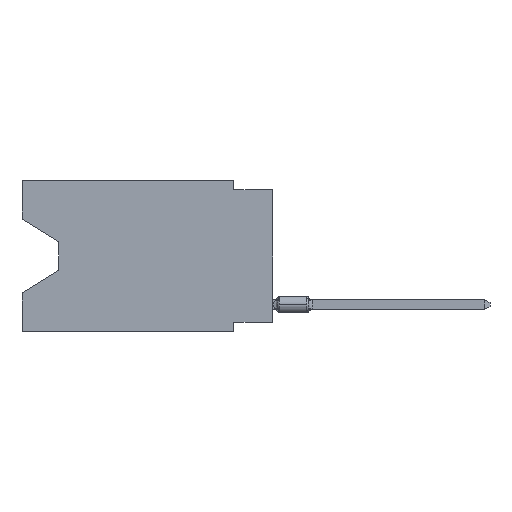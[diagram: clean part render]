
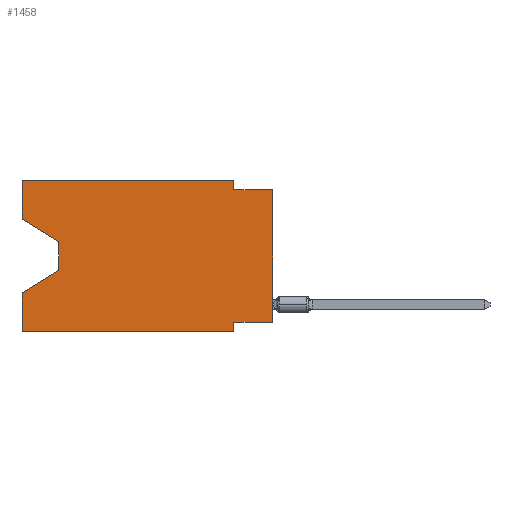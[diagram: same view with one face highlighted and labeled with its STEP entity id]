
A CAD part, left-side view. The second image highlights one B-rep face of the part: STEP entity #1458.
In plain terms, the highlighted planar face has unit normal (-1, 0, 0).
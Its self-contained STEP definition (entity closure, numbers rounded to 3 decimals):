
#387 = ORIENTED_EDGE ( 'NONE', *, *, #3950, .F. ) ;
#926 = VERTEX_POINT ( 'NONE', #11442 ) ;
#1458 = ADVANCED_FACE ( 'NONE', ( #4377 ), #16082, .F. ) ;
#1459 = DIRECTION ( 'NONE',  ( 0., 0., -1. ) ) ;
#1735 = VERTEX_POINT ( 'NONE', #15181 ) ;
#2341 = CARTESIAN_POINT ( 'NONE',  ( 0., 16.383, -7.36 ) ) ;
#2707 = CARTESIAN_POINT ( 'NONE',  ( 0., 0., -0.635 ) ) ;
#2989 = LINE ( 'NONE', #18758, #3966 ) ;
#3950 = EDGE_CURVE ( 'NONE', #23233, #24100, #12983, .T. ) ;
#3966 = VECTOR ( 'NONE', #13063, 1000. ) ;
#4103 = EDGE_CURVE ( 'NONE', #23233, #10520, #7853, .T. ) ;
#4137 = VECTOR ( 'NONE', #19146, 1000. ) ;
#4377 = FACE_OUTER_BOUND ( 'NONE', #12735, .T. ) ;
#4531 = EDGE_CURVE ( 'NONE', #12253, #926, #23941, .T. ) ;
#4558 = DIRECTION ( 'NONE',  ( 0., -1., 0. ) ) ;
#5067 = ORIENTED_EDGE ( 'NONE', *, *, #14033, .T. ) ;
#5099 = CARTESIAN_POINT ( 'NONE',  ( 0., 13.97, -5.893 ) ) ;
#6017 = EDGE_CURVE ( 'NONE', #18118, #8212, #16131, .T. ) ;
#6041 = VECTOR ( 'NONE', #1459, 1000. ) ;
#6307 = CARTESIAN_POINT ( 'NONE',  ( 0., 16.383, 0. ) ) ;
#6622 = EDGE_CURVE ( 'NONE', #13023, #19541, #16472, .T. ) ;
#6762 = LINE ( 'NONE', #5099, #7563 ) ;
#7046 = EDGE_CURVE ( 'NONE', #1735, #15608, #6762, .T. ) ;
#7090 = CARTESIAN_POINT ( 'NONE',  ( 0., 13.97, -4.013 ) ) ;
#7251 = CARTESIAN_POINT ( 'NONE',  ( 0., 16.383, 0. ) ) ;
#7378 = CARTESIAN_POINT ( 'NONE',  ( 0., 13.97, -4.013 ) ) ;
#7563 = VECTOR ( 'NONE', #20472, 1000. ) ;
#7853 = LINE ( 'NONE', #15722, #18764 ) ;
#7960 = DIRECTION ( 'NONE',  ( 1., 0., 0. ) ) ;
#8212 = VERTEX_POINT ( 'NONE', #23128 ) ;
#8451 = DIRECTION ( 'NONE',  ( 0., -1., 0. ) ) ;
#9231 = VERTEX_POINT ( 'NONE', #11652 ) ;
#9480 = CARTESIAN_POINT ( 'NONE',  ( 0., 0., -9.271 ) ) ;
#9529 = ORIENTED_EDGE ( 'NONE', *, *, #4103, .T. ) ;
#10080 = ORIENTED_EDGE ( 'NONE', *, *, #6017, .T. ) ;
#10089 = CARTESIAN_POINT ( 'NONE',  ( 0., 16.383, -2.546 ) ) ;
#10183 = CARTESIAN_POINT ( 'NONE',  ( 0., 16.383, -9.906 ) ) ;
#10276 = ORIENTED_EDGE ( 'NONE', *, *, #6622, .F. ) ;
#10520 = VERTEX_POINT ( 'NONE', #7378 ) ;
#10765 = LINE ( 'NONE', #15202, #20209 ) ;
#10769 = DIRECTION ( 'NONE',  ( 0., 0., -1. ) ) ;
#11021 = DIRECTION ( 'NONE',  ( 0., 0., 1. ) ) ;
#11083 = VECTOR ( 'NONE', #20710, 1000. ) ;
#11442 = CARTESIAN_POINT ( 'NONE',  ( 0., 2.54, -9.271 ) ) ;
#11652 = CARTESIAN_POINT ( 'NONE',  ( 0., 0., -0.635 ) ) ;
#11760 = VECTOR ( 'NONE', #24986, 1000. ) ;
#11851 = LINE ( 'NONE', #21596, #11760 ) ;
#12126 = VECTOR ( 'NONE', #8451, 1000. ) ;
#12147 = CARTESIAN_POINT ( 'NONE',  ( 0., 0., -9.271 ) ) ;
#12253 = VERTEX_POINT ( 'NONE', #9480 ) ;
#12735 = EDGE_LOOP ( 'NONE', ( #9529, #5067, #17353, #17067, #10080, #17124, #15677, #18223, #18343, #10276, #15238, #387 ) ) ;
#12983 = LINE ( 'NONE', #7251, #11083 ) ;
#13023 = VERTEX_POINT ( 'NONE', #20308 ) ;
#13063 = DIRECTION ( 'NONE',  ( 0., -1., 0. ) ) ;
#13818 = DIRECTION ( 'NONE',  ( 0., 0., -1. ) ) ;
#14033 = EDGE_CURVE ( 'NONE', #10520, #1735, #17241, .T. ) ;
#14955 = CARTESIAN_POINT ( 'NONE',  ( 0., 2.54, -9.906 ) ) ;
#15181 = CARTESIAN_POINT ( 'NONE',  ( 0., 13.97, -5.893 ) ) ;
#15202 = CARTESIAN_POINT ( 'NONE',  ( 0., 0., 0. ) ) ;
#15238 = ORIENTED_EDGE ( 'NONE', *, *, #15395, .F. ) ;
#15395 = EDGE_CURVE ( 'NONE', #24100, #13023, #2989, .T. ) ;
#15608 = VERTEX_POINT ( 'NONE', #2341 ) ;
#15632 = EDGE_CURVE ( 'NONE', #19541, #9231, #15962, .T. ) ;
#15677 = ORIENTED_EDGE ( 'NONE', *, *, #4531, .F. ) ;
#15722 = CARTESIAN_POINT ( 'NONE',  ( 0., 16.383, -2.546 ) ) ;
#15962 = LINE ( 'NONE', #2707, #12126 ) ;
#16082 = PLANE ( 'NONE',  #16429 ) ;
#16131 = LINE ( 'NONE', #10183, #23338 ) ;
#16359 = VECTOR ( 'NONE', #16439, 1000. ) ;
#16429 = AXIS2_PLACEMENT_3D ( 'NONE', #6307, #7960, #13818 ) ;
#16439 = DIRECTION ( 'NONE',  ( 0., 1., 0. ) ) ;
#16472 = LINE ( 'NONE', #24222, #24994 ) ;
#17067 = ORIENTED_EDGE ( 'NONE', *, *, #23789, .F. ) ;
#17124 = ORIENTED_EDGE ( 'NONE', *, *, #18361, .F. ) ;
#17241 = LINE ( 'NONE', #7090, #4137 ) ;
#17353 = ORIENTED_EDGE ( 'NONE', *, *, #7046, .T. ) ;
#17879 = DIRECTION ( 'NONE',  ( 0., -0.855, -0.519 ) ) ;
#18118 = VERTEX_POINT ( 'NONE', #23482 ) ;
#18223 = ORIENTED_EDGE ( 'NONE', *, *, #22598, .T. ) ;
#18343 = ORIENTED_EDGE ( 'NONE', *, *, #15632, .F. ) ;
#18361 = EDGE_CURVE ( 'NONE', #926, #8212, #24607, .T. ) ;
#18758 = CARTESIAN_POINT ( 'NONE',  ( 0., 16.383, 0. ) ) ;
#18764 = VECTOR ( 'NONE', #17879, 1000. ) ;
#19146 = DIRECTION ( 'NONE',  ( 0., 0., -1. ) ) ;
#19541 = VERTEX_POINT ( 'NONE', #22133 ) ;
#20209 = VECTOR ( 'NONE', #11021, 1000. ) ;
#20308 = CARTESIAN_POINT ( 'NONE',  ( 0., 2.54, 0. ) ) ;
#20472 = DIRECTION ( 'NONE',  ( 0., 0.855, -0.519 ) ) ;
#20710 = DIRECTION ( 'NONE',  ( 0., 0., 1. ) ) ;
#21596 = CARTESIAN_POINT ( 'NONE',  ( 0., 16.383, 0. ) ) ;
#21781 = CARTESIAN_POINT ( 'NONE',  ( 0., 16.383, 0. ) ) ;
#22133 = CARTESIAN_POINT ( 'NONE',  ( 0., 2.54, -0.635 ) ) ;
#22598 = EDGE_CURVE ( 'NONE', #12253, #9231, #10765, .T. ) ;
#23128 = CARTESIAN_POINT ( 'NONE',  ( 0., 2.54, -9.906 ) ) ;
#23233 = VERTEX_POINT ( 'NONE', #10089 ) ;
#23338 = VECTOR ( 'NONE', #4558, 1000. ) ;
#23482 = CARTESIAN_POINT ( 'NONE',  ( 0., 16.383, -9.906 ) ) ;
#23789 = EDGE_CURVE ( 'NONE', #18118, #15608, #11851, .T. ) ;
#23941 = LINE ( 'NONE', #12147, #16359 ) ;
#24100 = VERTEX_POINT ( 'NONE', #21781 ) ;
#24222 = CARTESIAN_POINT ( 'NONE',  ( 0., 2.54, 0. ) ) ;
#24607 = LINE ( 'NONE', #14955, #6041 ) ;
#24986 = DIRECTION ( 'NONE',  ( 0., 0., 1. ) ) ;
#24994 = VECTOR ( 'NONE', #10769, 1000. ) ;
